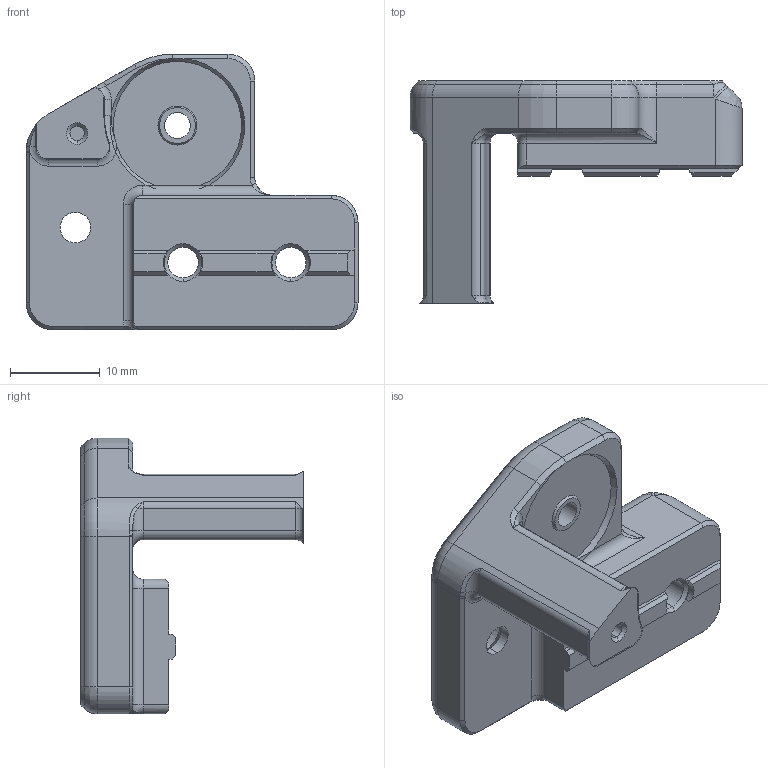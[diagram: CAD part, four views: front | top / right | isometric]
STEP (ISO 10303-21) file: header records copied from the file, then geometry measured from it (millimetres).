
FILE_DESCRIPTION(('FreeCAD Model'),'2;1');
FILE_NAME('Open CASCADE Shape Model','2022-10-11T16:35:45',(''),(''), 'Open CASCADE STEP processor 7.5','FreeCAD','Unknown');
FILE_SCHEMA(('AUTOMOTIVE_DESIGN { 1 0 10303 214 1 1 1 1 }'));
Length unit declared in the file: millimetre
Products named in the file (1): Body003
Bounding box: 37 x 24.8 x 30.74 mm (x, y, z)
Volume: 6797.9 mm3; surface area: 3576.4 mm2
Topology: 1 solids, 1 shells, 181 faces, 421 edges, 244 vertices
Faces by surface type: plane 61, cylinder 53, cone 38, torus 17, bspline 10, sphere 2
Full cylindrical faces by diameter (mm): 2.9 x1
Entity records: 16500 total; most frequent: CARTESIAN_POINT 8155, DIRECTION 1587, LINE 860, VECTOR 860, ORIENTED_EDGE 830, PCURVE 830, DEFINITIONAL_REPRESENTATION 830, EDGE_CURVE 415
